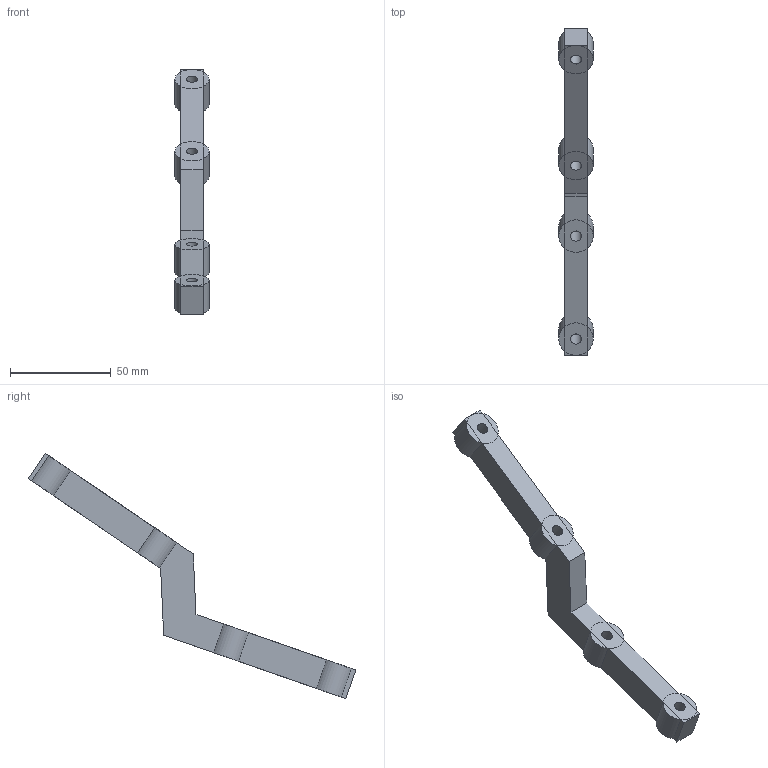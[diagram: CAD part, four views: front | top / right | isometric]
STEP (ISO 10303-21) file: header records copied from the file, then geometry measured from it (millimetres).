
FILE_DESCRIPTION(('FreeCAD Model'),'2;1');
FILE_NAME( 'front bracket squared.step', '2019-01-19T17:33:48',('Author'),(''), 'Open CASCADE STEP processor 7.2','FreeCAD','Unknown');
FILE_SCHEMA(('AUTOMOTIVE_DESIGN { 1 0 10303 214 1 1 1 1 }'));
Length unit declared in the file: millimetre
Products named in the file (1): Body
Bounding box: 17 x 162.28 x 121.57 mm (x, y, z)
Volume: 36244.9 mm3; surface area: 12576.4 mm2
Topology: 1 solids, 1 shells, 63 faces, 126 edges, 65 vertices
Faces by surface type: plane 51, cylinder 12
Full cylindrical faces by diameter (mm): 5.4 x4
Entity records: 3283 total; most frequent: CARTESIAN_POINT 579, DIRECTION 542, LINE 258, VECTOR 258, ORIENTED_EDGE 252, PCURVE 252, DEFINITIONAL_REPRESENTATION 252, EDGE_CURVE 126
